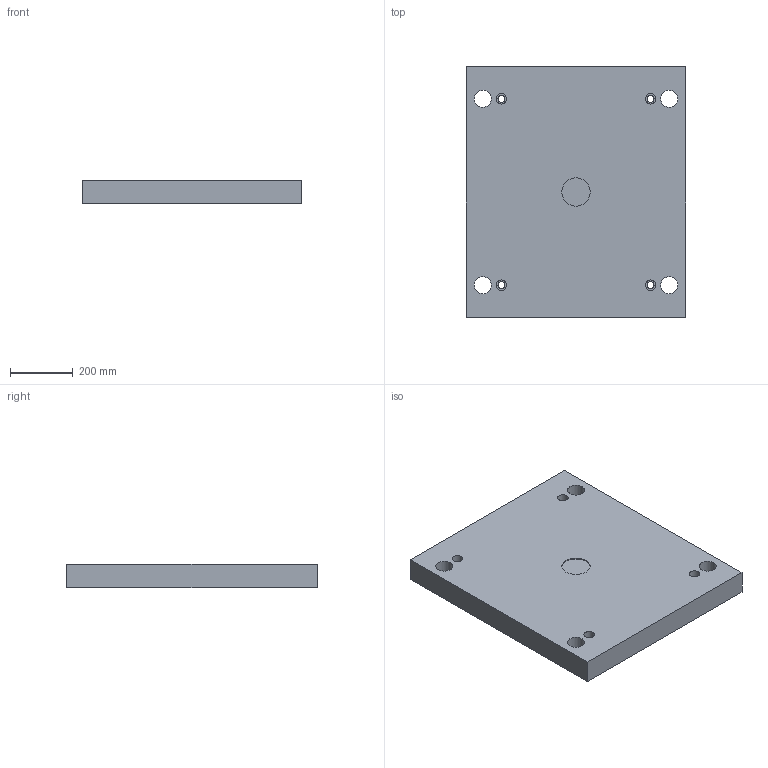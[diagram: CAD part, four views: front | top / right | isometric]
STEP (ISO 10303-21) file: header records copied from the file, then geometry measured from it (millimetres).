
FILE_DESCRIPTION( ( 'Unknown' ), '1' );
FILE_NAME( 'OSD3696x696076_.stp', 'Unknown', ( 'Unknown' ), ( 'Unknown' ), 'XStep 1.0', 'Unknown', ' ' );
FILE_SCHEMA( ( 'CONFIG_CONTROL_DESIGN' ) );
Length unit declared in the file: millimetre
Products named in the file (1): 1
Bounding box: 696 x 796 x 76 mm (x, y, z)
Volume: 41218564.3 mm3; surface area: 1390761.5 mm2
Topology: 1 solids, 1 shells, 24 faces, 55 edges, 38 vertices
Faces by surface type: cylinder 13, plane 11
Full cylindrical faces by diameter (mm): 22 x4, 33 x4, 54 x4, 90 x1
Entity records: 673 total; most frequent: DIRECTION 114, CARTESIAN_POINT 97, ORIENTED_EDGE 76, EDGE_LOOP 58, AXIS2_PLACEMENT_3D 51, EDGE_CURVE 38, FACE_OUTER_BOUND 37, VERTEX_POINT 34
